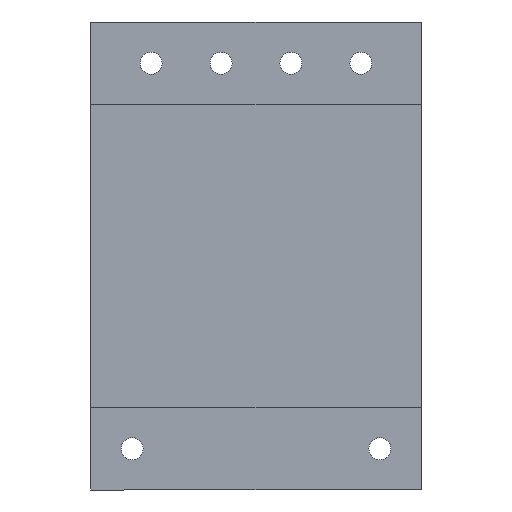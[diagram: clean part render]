
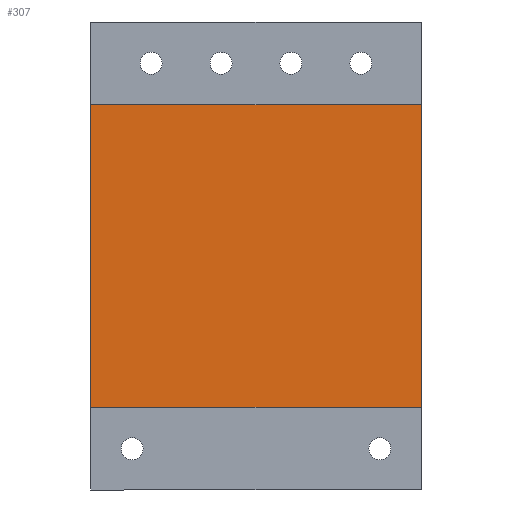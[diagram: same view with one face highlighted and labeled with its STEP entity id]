
A CAD part, front view. The second image highlights one B-rep face of the part: STEP entity #307.
In plain terms, the highlighted planar face has unit normal (0, -1, 0).
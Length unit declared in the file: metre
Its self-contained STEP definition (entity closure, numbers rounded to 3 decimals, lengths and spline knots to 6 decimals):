
#27=LINE('',#457,#51);
#37=LINE('',#498,#61);
#40=LINE('',#508,#64);
#41=LINE('',#510,#65);
#51=VECTOR('',#370,1.);
#61=VECTOR('',#412,1.);
#64=VECTOR('',#425,1.);
#65=VECTOR('',#428,1.);
#134=ORIENTED_EDGE('',*,*,#172,.F.);
#135=ORIENTED_EDGE('',*,*,#149,.T.);
#136=ORIENTED_EDGE('',*,*,#173,.T.);
#137=ORIENTED_EDGE('',*,*,#168,.F.);
#149=EDGE_CURVE('',#185,#184,#27,.T.);
#168=EDGE_CURVE('',#199,#200,#37,.T.);
#172=EDGE_CURVE('',#185,#199,#40,.T.);
#173=EDGE_CURVE('',#184,#200,#41,.T.);
#184=VERTEX_POINT('',#456);
#185=VERTEX_POINT('',#458);
#199=VERTEX_POINT('',#497);
#200=VERTEX_POINT('',#499);
#247=EDGE_LOOP('',(#134,#135,#136,#137));
#281=FACE_BOUND('',#247,.T.);
#291=PLANE('',#348);
#307=ADVANCED_FACE('',(#281),#291,.T.);
#348=AXIS2_PLACEMENT_3D('',#511,#429,#430);
#370=DIRECTION('',(0.,0.,-1.));
#412=DIRECTION('',(0.,0.,-1.));
#425=DIRECTION('',(1.,0.,0.));
#428=DIRECTION('',(1.,0.,0.));
#429=DIRECTION('',(0.,-1.,0.));
#430=DIRECTION('',(1.,0.,0.));
#456=CARTESIAN_POINT('',(-0.03935,-0.003,-0.002158));
#457=CARTESIAN_POINT('',(-0.03935,-0.003,0.003342));
#458=CARTESIAN_POINT('',(-0.03935,-0.003,0.008842));
#497=CARTESIAN_POINT('',(-0.02735,-0.003,0.008842));
#498=CARTESIAN_POINT('',(-0.02735,-0.003,0.003342));
#499=CARTESIAN_POINT('',(-0.02735,-0.003,-0.002158));
#508=CARTESIAN_POINT('',(-0.03335,-0.003,0.008842));
#510=CARTESIAN_POINT('',(-0.03335,-0.003,-0.002158));
#511=CARTESIAN_POINT('',(-0.03335,-0.003,0.003342));
